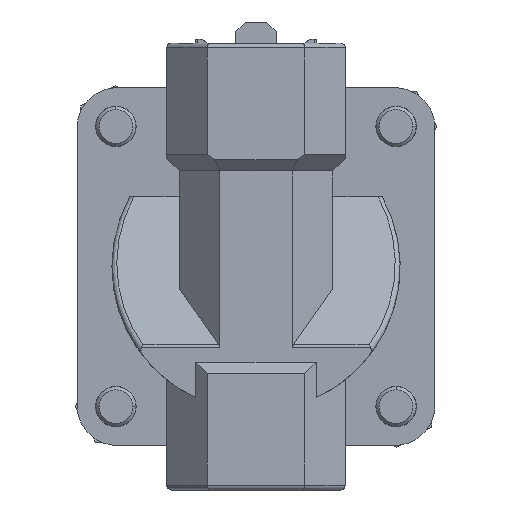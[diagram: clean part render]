
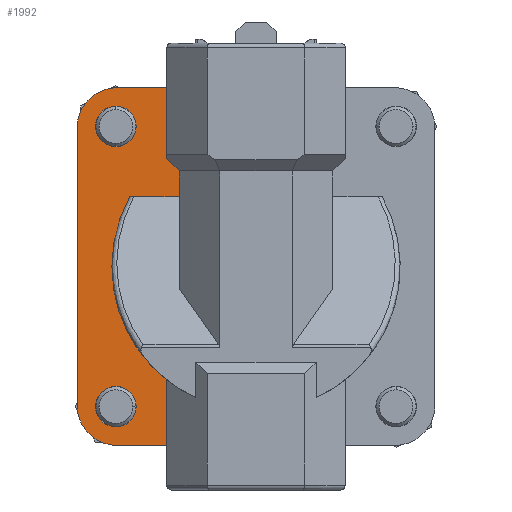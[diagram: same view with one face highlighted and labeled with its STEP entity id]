
A CAD part, front view. The second image highlights one B-rep face of the part: STEP entity #1992.
In plain terms, the highlighted planar face has unit normal (0, -1, 0).
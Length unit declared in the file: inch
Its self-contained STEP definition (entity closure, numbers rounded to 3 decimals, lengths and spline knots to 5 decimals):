
#367 = CARTESIAN_POINT ( 'NONE',  ( -0.74, 0.394, -0.865 ) ) ;
#470 = ORIENTED_EDGE ( 'NONE', *, *, #9699, .T. ) ;
#511 = DIRECTION ( 'NONE',  ( -1., 0., 0. ) ) ;
#566 = DIRECTION ( 'NONE',  ( 1., 0., 0. ) ) ;
#709 = DIRECTION ( 'NONE',  ( 0., 1., 0. ) ) ;
#796 = AXIS2_PLACEMENT_3D ( 'NONE', #5897, #709, #4042 ) ;
#797 = AXIS2_PLACEMENT_3D ( 'NONE', #5683, #3146, #4088 ) ;
#847 = DIRECTION ( 'NONE',  ( -0.707, 0., 0.707 ) ) ;
#890 = CIRCLE ( 'NONE', #4306, 0.25 ) ;
#997 = VERTEX_POINT ( 'NONE', #7169 ) ;
#1041 = LINE ( 'NONE', #6016, #1812 ) ;
#1180 = AXIS2_PLACEMENT_3D ( 'NONE', #7995, #5326, #7141 ) ;
#1218 = CARTESIAN_POINT ( 'NONE',  ( 1.105, 0.394, 1.105 ) ) ;
#1258 = EDGE_CURVE ( 'NONE', #3142, #1555, #2367, .T. ) ;
#1332 = VECTOR ( 'NONE', #5903, 39.37008 ) ;
#1346 = DIRECTION ( 'NONE',  ( 0., -1., 0. ) ) ;
#1441 = EDGE_CURVE ( 'NONE', #7355, #3871, #4277, .T. ) ;
#1462 = CARTESIAN_POINT ( 'NONE',  ( -0.551, 0.394, 1.38 ) ) ;
#1555 = VERTEX_POINT ( 'NONE', #10425 ) ;
#1812 = VECTOR ( 'NONE', #7086, 39.37008 ) ;
#1857 = EDGE_CURVE ( 'NONE', #3871, #6779, #8625, .T. ) ;
#1889 = CIRCLE ( 'NONE', #1180, 0.25 ) ;
#1992 = ADVANCED_FACE ( 'NONE', ( #10086, #3324, #3106 ), #6599, .F. ) ;
#2013 = VERTEX_POINT ( 'NONE', #8934 ) ;
#2108 = EDGE_CURVE ( 'NONE', #3526, #9716, #1041, .T. ) ;
#2243 = LINE ( 'NONE', #3882, #5304 ) ;
#2244 = CIRCLE ( 'NONE', #796, 0.125 ) ;
#2307 = VECTOR ( 'NONE', #10762, 39.37008 ) ;
#2367 = CIRCLE ( 'NONE', #4342, 0.89 ) ;
#2413 = LINE ( 'NONE', #1462, #10734 ) ;
#2487 = CARTESIAN_POINT ( 'NONE',  ( -0.99, 0.394, -0.865 ) ) ;
#2595 = EDGE_LOOP ( 'NONE', ( #4835, #2783 ) ) ;
#2680 = ORIENTED_EDGE ( 'NONE', *, *, #5777, .T. ) ;
#2783 = ORIENTED_EDGE ( 'NONE', *, *, #8448, .T. ) ;
#2790 = ORIENTED_EDGE ( 'NONE', *, *, #1441, .T. ) ;
#2805 = EDGE_CURVE ( 'NONE', #9047, #997, #9999, .T. ) ;
#2827 = DIRECTION ( 'NONE',  ( 0., 1., 0. ) ) ;
#2889 = AXIS2_PLACEMENT_3D ( 'NONE', #8196, #2827, #4567 ) ;
#2943 = VECTOR ( 'NONE', #6602, 39.37008 ) ;
#2960 = VERTEX_POINT ( 'NONE', #2487 ) ;
#3055 = LINE ( 'NONE', #5634, #2943 ) ;
#3093 = ORIENTED_EDGE ( 'NONE', *, *, #10011, .T. ) ;
#3106 = FACE_OUTER_BOUND ( 'NONE', #6397, .T. ) ;
#3132 = VECTOR ( 'NONE', #511, 39.37008 ) ;
#3142 = VERTEX_POINT ( 'NONE', #5462 ) ;
#3146 = DIRECTION ( 'NONE',  ( 0., 1., 0. ) ) ;
#3149 = EDGE_CURVE ( 'NONE', #3866, #6001, #3055, .T. ) ;
#3274 = CARTESIAN_POINT ( 'NONE',  ( -0.575, 0.394, 0.69 ) ) ;
#3320 = VERTEX_POINT ( 'NONE', #8466 ) ;
#3324 = FACE_BOUND ( 'NONE', #2595, .T. ) ;
#3493 = EDGE_CURVE ( 'NONE', #3526, #3142, #9879, .T. ) ;
#3502 = DIRECTION ( 'NONE',  ( -1., 0., 0. ) ) ;
#3526 = VERTEX_POINT ( 'NONE', #9973 ) ;
#3620 = EDGE_CURVE ( 'NONE', #2960, #8728, #2244, .T. ) ;
#3789 = CIRCLE ( 'NONE', #2889, 0.125 ) ;
#3860 = CARTESIAN_POINT ( 'NONE',  ( -0.551, 0.394, 1.105 ) ) ;
#3866 = VERTEX_POINT ( 'NONE', #5529 ) ;
#3871 = VERTEX_POINT ( 'NONE', #4855 ) ;
#3882 = CARTESIAN_POINT ( 'NONE',  ( -0.475, 0.394, 0.69 ) ) ;
#4000 = EDGE_CURVE ( 'NONE', #3866, #997, #890, .T. ) ;
#4042 = DIRECTION ( 'NONE',  ( -1., 0., 0. ) ) ;
#4088 = DIRECTION ( 'NONE',  ( -1., 0., 0. ) ) ;
#4101 = AXIS2_PLACEMENT_3D ( 'NONE', #9135, #1346, #7221 ) ;
#4277 = LINE ( 'NONE', #3274, #10885 ) ;
#4306 = AXIS2_PLACEMENT_3D ( 'NONE', #11074, #10328, #3502 ) ;
#4342 = AXIS2_PLACEMENT_3D ( 'NONE', #4792, #10854, #566 ) ;
#4567 = DIRECTION ( 'NONE',  ( -1., 0., 0. ) ) ;
#4792 = CARTESIAN_POINT ( 'NONE',  ( 0., 0.394, 0. ) ) ;
#4835 = ORIENTED_EDGE ( 'NONE', *, *, #3620, .T. ) ;
#4855 = CARTESIAN_POINT ( 'NONE',  ( -0.551, 0.394, 0.666 ) ) ;
#4894 = DIRECTION ( 'NONE',  ( 0., 1., 0. ) ) ;
#4947 = AXIS2_PLACEMENT_3D ( 'NONE', #7819, #8656, #6105 ) ;
#5304 = VECTOR ( 'NONE', #7348, 39.37008 ) ;
#5308 = VERTEX_POINT ( 'NONE', #8988 ) ;
#5326 = DIRECTION ( 'NONE',  ( 0., -1., 0. ) ) ;
#5462 = CARTESIAN_POINT ( 'NONE',  ( -0.89, 0.394, 0. ) ) ;
#5529 = CARTESIAN_POINT ( 'NONE',  ( -1.105, 0.394, -0.855 ) ) ;
#5634 = CARTESIAN_POINT ( 'NONE',  ( -1.105, 0.394, 1.105 ) ) ;
#5652 = EDGE_CURVE ( 'NONE', #9716, #7355, #2243, .T. ) ;
#5683 = CARTESIAN_POINT ( 'NONE',  ( -0.865, 0.394, 0.865 ) ) ;
#5777 = EDGE_CURVE ( 'NONE', #5308, #6001, #1889, .T. ) ;
#5834 = EDGE_CURVE ( 'NONE', #9047, #1555, #2413, .T. ) ;
#5897 = CARTESIAN_POINT ( 'NONE',  ( -0.865, 0.394, -0.865 ) ) ;
#5903 = DIRECTION ( 'NONE',  ( 0., 0., 1. ) ) ;
#6001 = VERTEX_POINT ( 'NONE', #11164 ) ;
#6016 = CARTESIAN_POINT ( 'NONE',  ( 0., 0.394, 0.43 ) ) ;
#6105 = DIRECTION ( 'NONE',  ( -1., 0., 0. ) ) ;
#6388 = CIRCLE ( 'NONE', #4947, 0.125 ) ;
#6397 = EDGE_LOOP ( 'NONE', ( #9609, #9275, #7811, #2790, #8320, #8436, #2680, #6818, #10137, #10296, #10173, #7026 ) ) ;
#6599 = PLANE ( 'NONE',  #9087 ) ;
#6602 = DIRECTION ( 'NONE',  ( 0., 0., 1. ) ) ;
#6779 = VERTEX_POINT ( 'NONE', #3860 ) ;
#6818 = ORIENTED_EDGE ( 'NONE', *, *, #3149, .F. ) ;
#7026 = ORIENTED_EDGE ( 'NONE', *, *, #1258, .F. ) ;
#7086 = DIRECTION ( 'NONE',  ( 1., 0., 0. ) ) ;
#7141 = DIRECTION ( 'NONE',  ( -1., 0., 0. ) ) ;
#7169 = CARTESIAN_POINT ( 'NONE',  ( -0.855, 0.394, -1.105 ) ) ;
#7221 = DIRECTION ( 'NONE',  ( 1., 0., 0. ) ) ;
#7348 = DIRECTION ( 'NONE',  ( 0., 0., 1. ) ) ;
#7355 = VERTEX_POINT ( 'NONE', #8628 ) ;
#7500 = CARTESIAN_POINT ( 'NONE',  ( -0.475, 0.394, 0.43 ) ) ;
#7781 = CARTESIAN_POINT ( 'NONE',  ( -0.551, 0.394, 1.38 ) ) ;
#7811 = ORIENTED_EDGE ( 'NONE', *, *, #5652, .T. ) ;
#7819 = CARTESIAN_POINT ( 'NONE',  ( -0.865, 0.394, 0.865 ) ) ;
#7995 = CARTESIAN_POINT ( 'NONE',  ( -0.855, 0.394, 0.855 ) ) ;
#8187 = DIRECTION ( 'NONE',  ( 0., 0., 1. ) ) ;
#8196 = CARTESIAN_POINT ( 'NONE',  ( -0.865, 0.394, -0.865 ) ) ;
#8320 = ORIENTED_EDGE ( 'NONE', *, *, #1857, .T. ) ;
#8376 = CIRCLE ( 'NONE', #797, 0.125 ) ;
#8436 = ORIENTED_EDGE ( 'NONE', *, *, #8693, .F. ) ;
#8448 = EDGE_CURVE ( 'NONE', #8728, #2960, #3789, .T. ) ;
#8466 = CARTESIAN_POINT ( 'NONE',  ( -0.74, 0.394, 0.865 ) ) ;
#8625 = LINE ( 'NONE', #7781, #1332 ) ;
#8628 = CARTESIAN_POINT ( 'NONE',  ( -0.475, 0.394, 0.59 ) ) ;
#8656 = DIRECTION ( 'NONE',  ( 0., 1., 0. ) ) ;
#8693 = EDGE_CURVE ( 'NONE', #5308, #6779, #9965, .T. ) ;
#8728 = VERTEX_POINT ( 'NONE', #367 ) ;
#8934 = CARTESIAN_POINT ( 'NONE',  ( -0.99, 0.394, 0.865 ) ) ;
#8988 = CARTESIAN_POINT ( 'NONE',  ( -0.855, 0.394, 1.105 ) ) ;
#9047 = VERTEX_POINT ( 'NONE', #9893 ) ;
#9049 = CARTESIAN_POINT ( 'NONE',  ( 1.105, 0.394, -1.105 ) ) ;
#9087 = AXIS2_PLACEMENT_3D ( 'NONE', #9196, #4894, #10940 ) ;
#9135 = CARTESIAN_POINT ( 'NONE',  ( 0., 0.394, 0. ) ) ;
#9196 = CARTESIAN_POINT ( 'NONE',  ( 0., 0.394, 0. ) ) ;
#9275 = ORIENTED_EDGE ( 'NONE', *, *, #2108, .T. ) ;
#9609 = ORIENTED_EDGE ( 'NONE', *, *, #3493, .F. ) ;
#9699 = EDGE_CURVE ( 'NONE', #3320, #2013, #8376, .T. ) ;
#9716 = VERTEX_POINT ( 'NONE', #7500 ) ;
#9879 = CIRCLE ( 'NONE', #4101, 0.89 ) ;
#9893 = CARTESIAN_POINT ( 'NONE',  ( -0.551, 0.394, -1.105 ) ) ;
#9965 = LINE ( 'NONE', #1218, #2307 ) ;
#9973 = CARTESIAN_POINT ( 'NONE',  ( -0.77923, 0.394, 0.43 ) ) ;
#9999 = LINE ( 'NONE', #9049, #3132 ) ;
#10011 = EDGE_CURVE ( 'NONE', #2013, #3320, #6388, .T. ) ;
#10086 = FACE_BOUND ( 'NONE', #10635, .T. ) ;
#10137 = ORIENTED_EDGE ( 'NONE', *, *, #4000, .T. ) ;
#10173 = ORIENTED_EDGE ( 'NONE', *, *, #5834, .T. ) ;
#10296 = ORIENTED_EDGE ( 'NONE', *, *, #2805, .F. ) ;
#10328 = DIRECTION ( 'NONE',  ( 0., -1., 0. ) ) ;
#10425 = CARTESIAN_POINT ( 'NONE',  ( -0.551, 0.394, -0.69893 ) ) ;
#10635 = EDGE_LOOP ( 'NONE', ( #3093, #470 ) ) ;
#10734 = VECTOR ( 'NONE', #8187, 39.37008 ) ;
#10762 = DIRECTION ( 'NONE',  ( 1., 0., 0. ) ) ;
#10854 = DIRECTION ( 'NONE',  ( 0., -1., 0. ) ) ;
#10885 = VECTOR ( 'NONE', #847, 39.37008 ) ;
#10940 = DIRECTION ( 'NONE',  ( -1., 0., 0. ) ) ;
#11074 = CARTESIAN_POINT ( 'NONE',  ( -0.855, 0.394, -0.855 ) ) ;
#11164 = CARTESIAN_POINT ( 'NONE',  ( -1.105, 0.394, 0.855 ) ) ;
